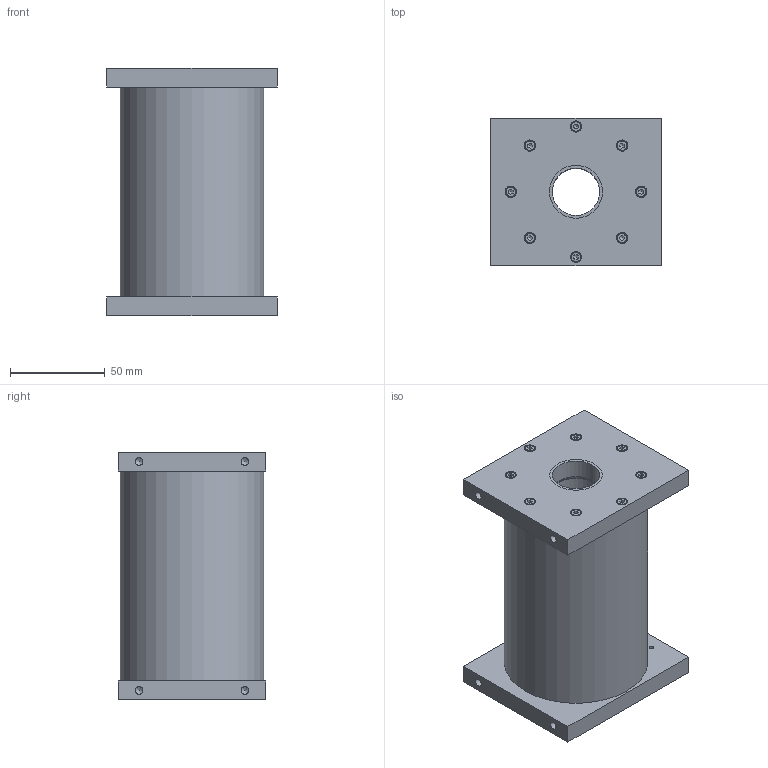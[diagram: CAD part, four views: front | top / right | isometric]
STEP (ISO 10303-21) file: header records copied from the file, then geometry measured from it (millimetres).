
FILE_DESCRIPTION((''),'2;1');
FILE_NAME('kicking coil.stp','2012-10-01T20:46:17',('s070255'),(''),'Autodesk Inventor 2012','Autodesk Inventor 2012','');
FILE_SCHEMA(('AUTOMOTIVE_DESIGN { 1 0 10303 214 1 1 1 1 }'));
Length unit declared in the file: millimetre
Products named in the file (8): kicking coil; Flange coil; Flange coil front; Permaglide PAF25115P10; Tube coil; Coil core; ISO 4762 M3 x 8; Coil
Assembly tree (23 placements, depth 2):
  kicking coil
    Flange coil
    Flange coil front
    Permaglide PAF25115P10  x2
    Tube coil
    Coil core
    ISO 4762 M3 x 8  x16
    Coil
Bounding box: 90 x 78 x 131 mm (x, y, z)
Volume: 544312.2 mm3; surface area: 167894.6 mm2
Topology: 23 solids, 23 shells, 412 faces, 893 edges, 563 vertices
Faces by surface type: plane 196, cylinder 117, cone 60, torus 38, sphere 1
Full cylindrical faces by diameter (mm): 2.459 x17, 2.5 x2, 3 x16, 3.5 x16, 4.134 x8, 5.5 x16, 6 x16, 25 x2, 27 x1, 28 x4, 29 x2, 35 x2, 38 x2, 60 x1, 62.2 x3, 76 x3
Entity records: 4573 total; most frequent: DIRECTION 836, CARTESIAN_POINT 722, ORIENTED_EDGE 492, AXIS2_PLACEMENT_3D 390, EDGE_LOOP 364, EDGE_CURVE 246, VERTEX_POINT 216, FACE_BOUND 185
